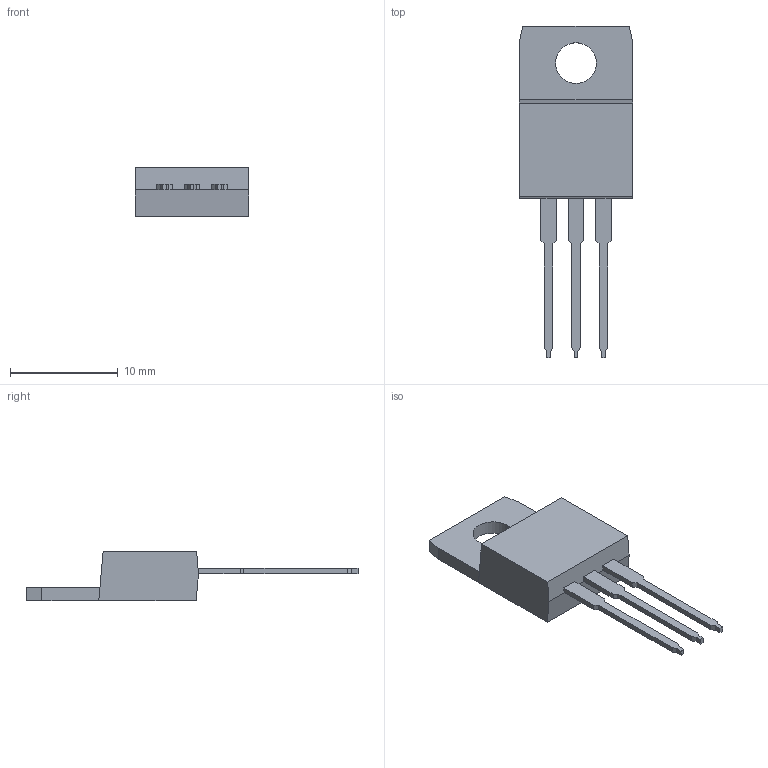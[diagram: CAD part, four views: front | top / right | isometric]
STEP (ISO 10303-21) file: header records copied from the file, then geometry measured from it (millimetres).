
FILE_DESCRIPTION (( 'STEP AP214' ), '1' );
FILE_NAME ('GP1001.STEP', '2022-02-09T11:14:56', ( '' ), ( '' ), 'SwSTEP 2.0', 'SolidWorks 2017', '' );
FILE_SCHEMA (( 'AUTOMOTIVE_DESIGN' ));
Length unit declared in the file: millimetre
Products named in the file (1): GP1001
Bounding box: 10.5 x 30.79 x 4.59 mm (x, y, z)
Volume: 528.5 mm3; surface area: 684.6 mm2
Topology: 5 solids, 5 shells, 67 faces, 171 edges, 114 vertices
Faces by surface type: plane 65, cylinder 2
Entity records: 2063 total; most frequent: CARTESIAN_POINT 353, ORIENTED_EDGE 342, DIRECTION 311, EDGE_CURVE 171, VECTOR 167, LINE 167, VERTEX_POINT 114, AXIS2_PLACEMENT_3D 72
